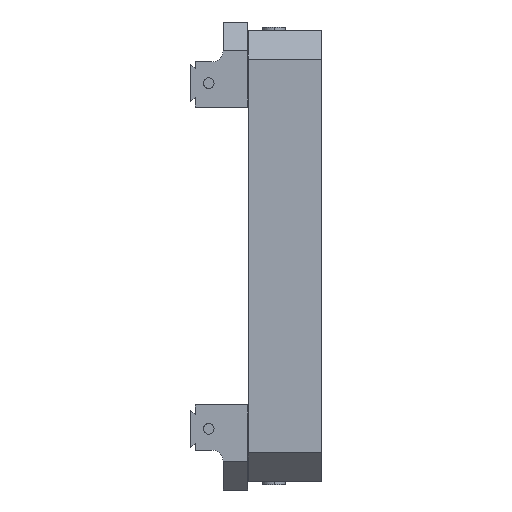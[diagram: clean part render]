
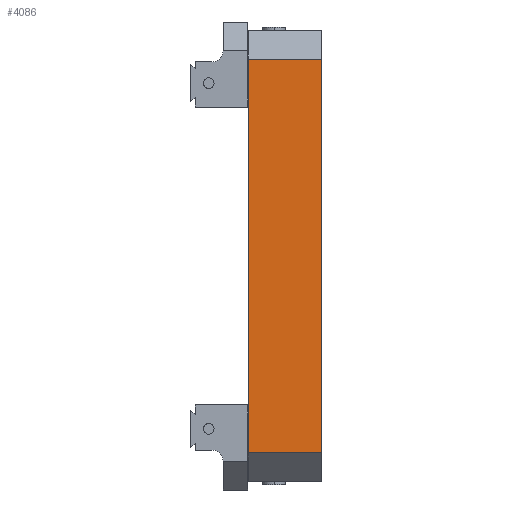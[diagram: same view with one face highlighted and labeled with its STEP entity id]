
A CAD part, left-side view. The second image highlights one B-rep face of the part: STEP entity #4086.
In plain terms, the highlighted planar face has unit normal (-1, 0, 0).
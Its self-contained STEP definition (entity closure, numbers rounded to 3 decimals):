
#162 = EDGE_CURVE ( 'NONE', #3472, #4477, #2955, .T. ) ;
#354 = CARTESIAN_POINT ( 'NONE',  ( 0., 0., 238.125 ) ) ;
#378 = DIRECTION ( 'NONE',  ( 0., 1., 0. ) ) ;
#393 = CARTESIAN_POINT ( 'NONE',  ( 0., 41.275, 238.125 ) ) ;
#686 = EDGE_LOOP ( 'NONE', ( #3655, #3320, #5791, #2242 ) ) ;
#707 = PLANE ( 'NONE',  #5622 ) ;
#816 = CARTESIAN_POINT ( 'NONE',  ( 0., 0., 254. ) ) ;
#1172 = CARTESIAN_POINT ( 'NONE',  ( 0., 41.275, 15.875 ) ) ;
#1282 = DIRECTION ( 'NONE',  ( 1., 0., 0. ) ) ;
#2242 = ORIENTED_EDGE ( 'NONE', *, *, #162, .F. ) ;
#2262 = DIRECTION ( 'NONE',  ( 0., 0., -1. ) ) ;
#2305 = LINE ( 'NONE', #5210, #3796 ) ;
#2339 = VECTOR ( 'NONE', #4953, 1000. ) ;
#2386 = EDGE_CURVE ( 'NONE', #4892, #3472, #2305, .T. ) ;
#2892 = CARTESIAN_POINT ( 'NONE',  ( 0., 0., 15.875 ) ) ;
#2955 = LINE ( 'NONE', #3579, #4612 ) ;
#3320 = ORIENTED_EDGE ( 'NONE', *, *, #3564, .T. ) ;
#3472 = VERTEX_POINT ( 'NONE', #2892 ) ;
#3564 = EDGE_CURVE ( 'NONE', #4892, #3669, #4168, .T. ) ;
#3579 = CARTESIAN_POINT ( 'NONE',  ( 0., 0., 15.875 ) ) ;
#3655 = ORIENTED_EDGE ( 'NONE', *, *, #2386, .F. ) ;
#3669 = VERTEX_POINT ( 'NONE', #393 ) ;
#3796 = VECTOR ( 'NONE', #2262, 1000. ) ;
#4002 = VECTOR ( 'NONE', #378, 1000. ) ;
#4086 = ADVANCED_FACE ( 'NONE', ( #5032 ), #707, .F. ) ;
#4148 = CARTESIAN_POINT ( 'NONE',  ( 0., 0., 238.125 ) ) ;
#4168 = LINE ( 'NONE', #354, #4002 ) ;
#4284 = DIRECTION ( 'NONE',  ( 0., 0., -1. ) ) ;
#4433 = CARTESIAN_POINT ( 'NONE',  ( 0., 41.275, 254. ) ) ;
#4477 = VERTEX_POINT ( 'NONE', #1172 ) ;
#4612 = VECTOR ( 'NONE', #6125, 1000. ) ;
#4892 = VERTEX_POINT ( 'NONE', #4148 ) ;
#4953 = DIRECTION ( 'NONE',  ( 0., 0., -1. ) ) ;
#5032 = FACE_OUTER_BOUND ( 'NONE', #686, .T. ) ;
#5180 = LINE ( 'NONE', #4433, #2339 ) ;
#5210 = CARTESIAN_POINT ( 'NONE',  ( 0., 0., 254. ) ) ;
#5622 = AXIS2_PLACEMENT_3D ( 'NONE', #816, #1282, #4284 ) ;
#5791 = ORIENTED_EDGE ( 'NONE', *, *, #5881, .T. ) ;
#5881 = EDGE_CURVE ( 'NONE', #3669, #4477, #5180, .T. ) ;
#6125 = DIRECTION ( 'NONE',  ( 0., 1., 0. ) ) ;
